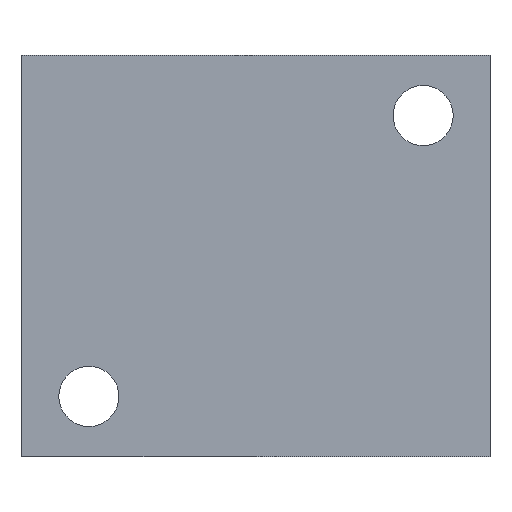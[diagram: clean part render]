
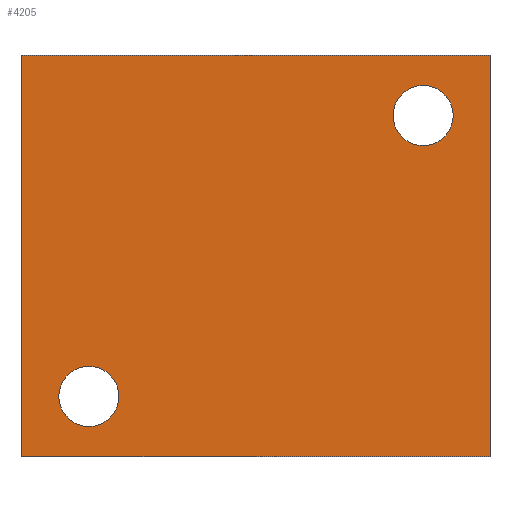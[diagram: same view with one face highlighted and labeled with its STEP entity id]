
A CAD part, front view. The second image highlights one B-rep face of the part: STEP entity #4205.
In plain terms, the highlighted planar face has unit normal (0, -1, 0).
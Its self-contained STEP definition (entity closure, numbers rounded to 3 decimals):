
#106 = VERTEX_POINT ( 'NONE', #782 ) ;
#112 = CARTESIAN_POINT ( 'NONE',  ( 12.5, 0., 8.25 ) ) ;
#119 = ORIENTED_EDGE ( 'NONE', *, *, #3604, .T. ) ;
#143 = CARTESIAN_POINT ( 'NONE',  ( 12.5, 0., 10.5 ) ) ;
#161 = ORIENTED_EDGE ( 'NONE', *, *, #3246, .T. ) ;
#245 = EDGE_LOOP ( 'NONE', ( #119, #524 ) ) ;
#289 = VERTEX_POINT ( 'NONE', #3367 ) ;
#310 = CIRCLE ( 'NONE', #4128, 2.25 ) ;
#412 = CARTESIAN_POINT ( 'NONE',  ( -17.5, 0., 0. ) ) ;
#472 = DIRECTION ( 'NONE',  ( 0., 0., -1. ) ) ;
#478 = ORIENTED_EDGE ( 'NONE', *, *, #720, .T. ) ;
#483 = DIRECTION ( 'NONE',  ( 0., 0., 1. ) ) ;
#524 = ORIENTED_EDGE ( 'NONE', *, *, #540, .T. ) ;
#536 = DIRECTION ( 'NONE',  ( 1., 0., 0. ) ) ;
#540 = EDGE_CURVE ( 'NONE', #3779, #956, #1557, .T. ) ;
#564 = AXIS2_PLACEMENT_3D ( 'NONE', #946, #934, #928 ) ;
#582 = CARTESIAN_POINT ( 'NONE',  ( 0., 0., -15. ) ) ;
#651 = CARTESIAN_POINT ( 'NONE',  ( 12.5, 0., 12.75 ) ) ;
#662 = CARTESIAN_POINT ( 'NONE',  ( -12.5, 0., -10.5 ) ) ;
#663 = LINE ( 'NONE', #2731, #1445 ) ;
#685 = VERTEX_POINT ( 'NONE', #755 ) ;
#720 = EDGE_CURVE ( 'NONE', #1926, #1662, #2800, .T. ) ;
#743 = AXIS2_PLACEMENT_3D ( 'NONE', #2324, #1654, #1635 ) ;
#755 = CARTESIAN_POINT ( 'NONE',  ( 17.5, 0., 15. ) ) ;
#782 = CARTESIAN_POINT ( 'NONE',  ( -17.5, 0., -15. ) ) ;
#928 = DIRECTION ( 'NONE',  ( 0., 0., 1. ) ) ;
#934 = DIRECTION ( 'NONE',  ( 0., 1., 0. ) ) ;
#946 = CARTESIAN_POINT ( 'NONE',  ( -12.5, 0., -10.5 ) ) ;
#956 = VERTEX_POINT ( 'NONE', #3905 ) ;
#985 = DIRECTION ( 'NONE',  ( 0., 0., 1. ) ) ;
#1025 = ORIENTED_EDGE ( 'NONE', *, *, #2862, .T. ) ;
#1217 = LINE ( 'NONE', #412, #1222 ) ;
#1222 = VECTOR ( 'NONE', #472, 1000. ) ;
#1276 = VECTOR ( 'NONE', #3481, 1000. ) ;
#1445 = VECTOR ( 'NONE', #2733, 1000. ) ;
#1491 = VERTEX_POINT ( 'NONE', #3420 ) ;
#1557 = CIRCLE ( 'NONE', #3656, 2.25 ) ;
#1596 = ORIENTED_EDGE ( 'NONE', *, *, #3649, .T. ) ;
#1603 = ORIENTED_EDGE ( 'NONE', *, *, #1848, .T. ) ;
#1635 = DIRECTION ( 'NONE',  ( 0., 0., -1. ) ) ;
#1654 = DIRECTION ( 'NONE',  ( 0., -1., 0. ) ) ;
#1662 = VERTEX_POINT ( 'NONE', #112 ) ;
#1848 = EDGE_CURVE ( 'NONE', #289, #106, #1217, .T. ) ;
#1897 = CARTESIAN_POINT ( 'NONE',  ( -12.5, 0., -12.75 ) ) ;
#1926 = VERTEX_POINT ( 'NONE', #651 ) ;
#1944 = EDGE_LOOP ( 'NONE', ( #478, #161 ) ) ;
#2152 = VECTOR ( 'NONE', #536, 1000. ) ;
#2324 = CARTESIAN_POINT ( 'NONE',  ( 0., 0., 0. ) ) ;
#2402 = PLANE ( 'NONE',  #743 ) ;
#2483 = DIRECTION ( 'NONE',  ( 0., 1., 0. ) ) ;
#2484 = CIRCLE ( 'NONE', #564, 2.25 ) ;
#2731 = CARTESIAN_POINT ( 'NONE',  ( 17.5, 0., 0. ) ) ;
#2733 = DIRECTION ( 'NONE',  ( 0., 0., 1. ) ) ;
#2800 = CIRCLE ( 'NONE', #4166, 2.25 ) ;
#2862 = EDGE_CURVE ( 'NONE', #1491, #685, #663, .T. ) ;
#2902 = LINE ( 'NONE', #3462, #1276 ) ;
#3019 = DIRECTION ( 'NONE',  ( 0., 1., 0. ) ) ;
#3205 = LINE ( 'NONE', #582, #2152 ) ;
#3246 = EDGE_CURVE ( 'NONE', #1662, #1926, #310, .T. ) ;
#3276 = FACE_BOUND ( 'NONE', #245, .T. ) ;
#3367 = CARTESIAN_POINT ( 'NONE',  ( -17.5, 0., 15. ) ) ;
#3420 = CARTESIAN_POINT ( 'NONE',  ( 17.5, 0., -15. ) ) ;
#3459 = EDGE_LOOP ( 'NONE', ( #1603, #1596, #1025, #3827 ) ) ;
#3462 = CARTESIAN_POINT ( 'NONE',  ( 0., 0., 15. ) ) ;
#3481 = DIRECTION ( 'NONE',  ( -1., 0., 0. ) ) ;
#3604 = EDGE_CURVE ( 'NONE', #956, #3779, #2484, .T. ) ;
#3649 = EDGE_CURVE ( 'NONE', #106, #1491, #3205, .T. ) ;
#3656 = AXIS2_PLACEMENT_3D ( 'NONE', #662, #3019, #985 ) ;
#3779 = VERTEX_POINT ( 'NONE', #1897 ) ;
#3827 = ORIENTED_EDGE ( 'NONE', *, *, #3878, .T. ) ;
#3878 = EDGE_CURVE ( 'NONE', #685, #289, #2902, .T. ) ;
#3905 = CARTESIAN_POINT ( 'NONE',  ( -12.5, 0., -8.25 ) ) ;
#3911 = FACE_OUTER_BOUND ( 'NONE', #3459, .T. ) ;
#3948 = CARTESIAN_POINT ( 'NONE',  ( 12.5, 0., 10.5 ) ) ;
#3956 = DIRECTION ( 'NONE',  ( 0., 1., 0. ) ) ;
#3962 = DIRECTION ( 'NONE',  ( 0., 0., 1. ) ) ;
#4094 = FACE_BOUND ( 'NONE', #1944, .T. ) ;
#4128 = AXIS2_PLACEMENT_3D ( 'NONE', #3948, #3956, #3962 ) ;
#4166 = AXIS2_PLACEMENT_3D ( 'NONE', #143, #2483, #483 ) ;
#4205 = ADVANCED_FACE ( 'NONE', ( #3911, #4094, #3276 ), #2402, .T. ) ;
